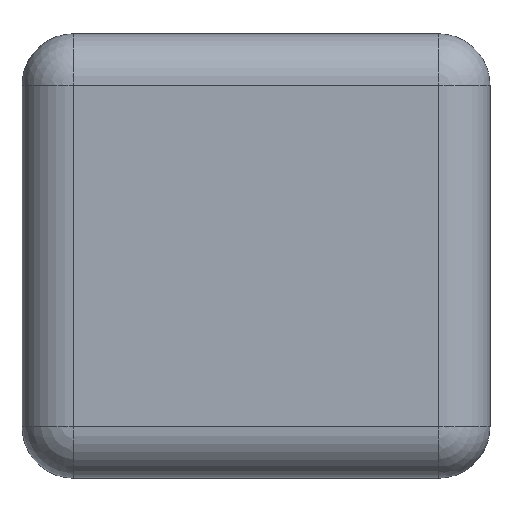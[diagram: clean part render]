
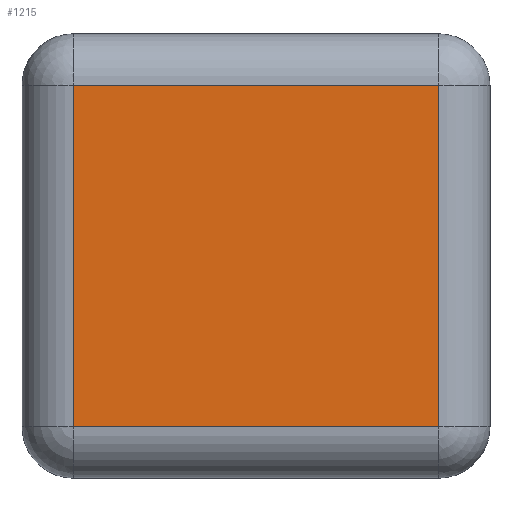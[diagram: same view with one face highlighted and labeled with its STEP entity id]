
A CAD part, front view. The second image highlights one B-rep face of the part: STEP entity #1215.
In plain terms, the highlighted planar face has unit normal (0, -1, 0).
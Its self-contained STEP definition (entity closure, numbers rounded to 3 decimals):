
#24 = PLANE ( 'NONE',  #3783 ) ;
#1215 = ADVANCED_FACE ( 'NONE', ( #3861 ), #24, .T. ) ;
#1748 = ORIENTED_EDGE ( 'NONE', *, *, #2084, .T. ) ;
#2084 = EDGE_CURVE ( 'NONE', #17209, #5352, #39480, .T. ) ;
#2165 = CARTESIAN_POINT ( 'NONE',  ( -283.679, -372.626, -265.352 ) ) ;
#2503 = VECTOR ( 'NONE', #22900, 1000. ) ;
#3783 = AXIS2_PLACEMENT_3D ( 'NONE', #25311, #14711, #14471 ) ;
#3861 = FACE_OUTER_BOUND ( 'NONE', #30523, .T. ) ;
#4354 = CARTESIAN_POINT ( 'NONE',  ( 283.679, -372.626, 0. ) ) ;
#5352 = VERTEX_POINT ( 'NONE', #15915 ) ;
#5616 = ORIENTED_EDGE ( 'NONE', *, *, #30831, .T. ) ;
#8456 = LINE ( 'NONE', #4354, #2503 ) ;
#8999 = CARTESIAN_POINT ( 'NONE',  ( 283.679, -372.626, -265.352 ) ) ;
#14471 = DIRECTION ( 'NONE',  ( 0., 0., -1. ) ) ;
#14711 = DIRECTION ( 'NONE',  ( 0., -1., 0. ) ) ;
#14800 = CARTESIAN_POINT ( 'NONE',  ( 0., -372.626, -265.352 ) ) ;
#15915 = CARTESIAN_POINT ( 'NONE',  ( -283.679, -372.626, 265.352 ) ) ;
#17209 = VERTEX_POINT ( 'NONE', #25648 ) ;
#20670 = EDGE_CURVE ( 'NONE', #5352, #23894, #40333, .T. ) ;
#21536 = DIRECTION ( 'NONE',  ( 0., 0., -1. ) ) ;
#22270 = CARTESIAN_POINT ( 'NONE',  ( -283.679, -372.626, 0. ) ) ;
#22900 = DIRECTION ( 'NONE',  ( 0., 0., 1. ) ) ;
#23841 = CARTESIAN_POINT ( 'NONE',  ( 0., -372.626, 265.352 ) ) ;
#23894 = VERTEX_POINT ( 'NONE', #2165 ) ;
#25311 = CARTESIAN_POINT ( 'NONE',  ( 0., -372.626, 0. ) ) ;
#25388 = DIRECTION ( 'NONE',  ( 1., 0., 0. ) ) ;
#25436 = EDGE_CURVE ( 'NONE', #23894, #35412, #36688, .T. ) ;
#25648 = CARTESIAN_POINT ( 'NONE',  ( 283.679, -372.626, 265.352 ) ) ;
#26245 = VECTOR ( 'NONE', #25388, 1000. ) ;
#30523 = EDGE_LOOP ( 'NONE', ( #1748, #41665, #34865, #5616 ) ) ;
#30831 = EDGE_CURVE ( 'NONE', #35412, #17209, #8456, .T. ) ;
#32254 = DIRECTION ( 'NONE',  ( -1., 0., 0. ) ) ;
#33688 = VECTOR ( 'NONE', #32254, 1000. ) ;
#34865 = ORIENTED_EDGE ( 'NONE', *, *, #25436, .T. ) ;
#35412 = VERTEX_POINT ( 'NONE', #8999 ) ;
#35581 = VECTOR ( 'NONE', #21536, 1000. ) ;
#36688 = LINE ( 'NONE', #14800, #26245 ) ;
#39480 = LINE ( 'NONE', #23841, #33688 ) ;
#40333 = LINE ( 'NONE', #22270, #35581 ) ;
#41665 = ORIENTED_EDGE ( 'NONE', *, *, #20670, .T. ) ;
